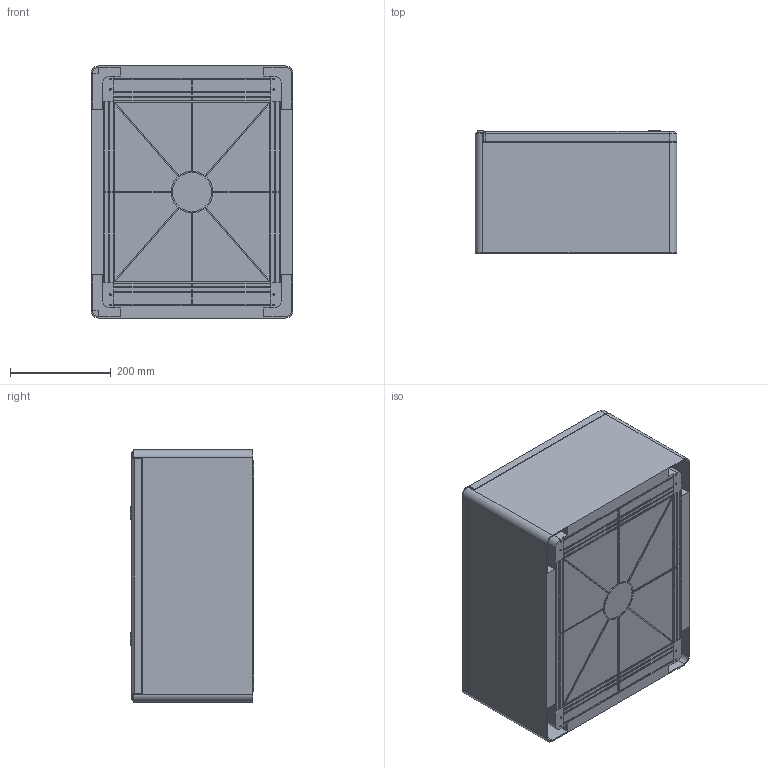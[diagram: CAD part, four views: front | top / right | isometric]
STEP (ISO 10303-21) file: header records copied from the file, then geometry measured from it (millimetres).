
FILE_DESCRIPTION (( 'STEP AP203' ), '1' );
FILE_NAME ('ﾙﾌﾏ-ﾏ (PBT65MP007) - ﾑﾁﾎﾐﾊﾀ.STEP', '2020-12-16T09:23:10', ( '' ), ( '' ), 'SwSTEP 2.0', 'SolidWorks 2019', '' );
FILE_SCHEMA (( 'CONFIG_CONTROL_DESIGN' ));
Length unit declared in the file: millimetre
Products named in the file (4): ﾙﾌﾏ-ﾏ (PBT65MP007) - ﾄ粢; ﾙﾌﾏ-ﾏ (PBT65MP007) - ﾑﾁﾎﾐﾊﾀ; ÙÌÏ-Ï (PBT65MP007) - Êîðïóñ; ÙÌÏ-Ï (PBT65MP007) - Ïëàòà ìîíòàæíàÿ
Assembly tree (3 placements, depth 2):
  ﾙﾌﾏ-ﾏ (PBT65MP007) - ﾑﾁﾎﾐﾊﾀ
    ÙÌÏ-Ï (PBT65MP007) - Êîðïóñ
    ÙÌÏ-Ï (PBT65MP007) - Ïëàòà ìîíòàæíàÿ
    ﾙﾌﾏ-ﾏ (PBT65MP007) - ﾄ粢
Bounding box: 400.1 x 244.6 x 500 mm (x, y, z)
Volume: 3337884 mm3; surface area: 2374147.4 mm2
Topology: 7 solids, 7 shells, 2026 faces, 5031 edges, 3318 vertices
Faces by surface type: plane 1658, cylinder 310, bspline 38, cone 10, sphere 6, torus 4
Entity records: 60081 total; most frequent: CARTESIAN_POINT 11055, ORIENTED_EDGE 10050, DIRECTION 9541, EDGE_CURVE 5025, VECTOR 4267, LINE 4267, VERTEX_POINT 3318, AXIS2_PLACEMENT_3D 2637
